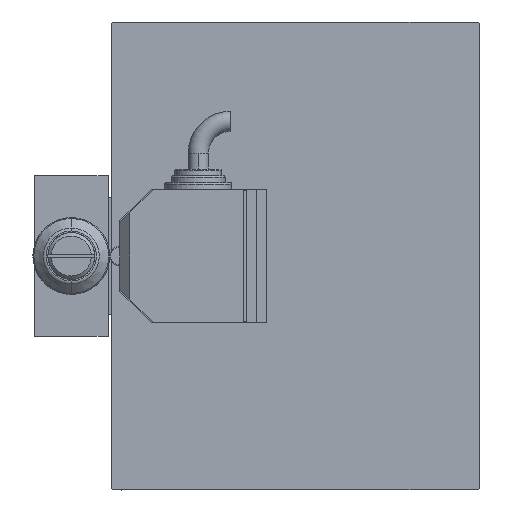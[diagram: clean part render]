
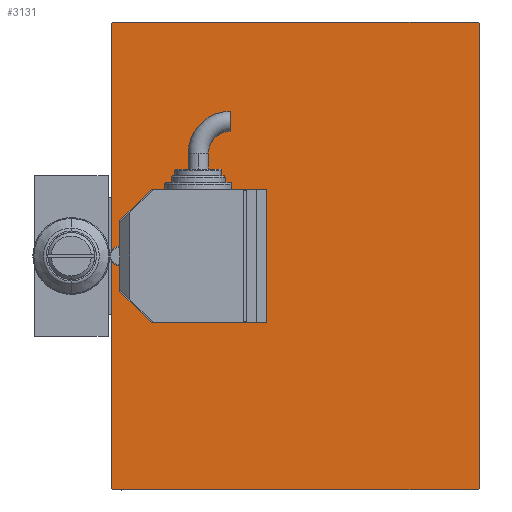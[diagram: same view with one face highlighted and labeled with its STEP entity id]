
A CAD part, left-side view. The second image highlights one B-rep face of the part: STEP entity #3131.
In plain terms, the highlighted face is planar.
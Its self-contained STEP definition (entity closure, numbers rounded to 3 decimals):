
#6 = DIRECTION ( 'NONE',  ( 0., 0., -1. ) ) ;
#1357 = EDGE_CURVE ( 'NONE', #45594, #6287, #29744, .T. ) ;
#1540 = VECTOR ( 'NONE', #16005, 1000. ) ;
#1713 = LINE ( 'NONE', #12568, #30090 ) ;
#2423 = CARTESIAN_POINT ( 'NONE',  ( 173., 0., 0. ) ) ;
#2673 = PLANE ( 'NONE',  #46787 ) ;
#3131 = ADVANCED_FACE ( 'NONE', ( #37267 ), #2673, .T. ) ;
#3536 = VERTEX_POINT ( 'NONE', #48777 ) ;
#3718 = LINE ( 'NONE', #37812, #9089 ) ;
#4357 = VECTOR ( 'NONE', #19077, 1000. ) ;
#4560 = EDGE_CURVE ( 'NONE', #8753, #3536, #19917, .T. ) ;
#5790 = ORIENTED_EDGE ( 'NONE', *, *, #4560, .T. ) ;
#5894 = ORIENTED_EDGE ( 'NONE', *, *, #43877, .T. ) ;
#6287 = VERTEX_POINT ( 'NONE', #11582 ) ;
#6470 = DIRECTION ( 'NONE',  ( 0., 0., -1. ) ) ;
#8091 = EDGE_CURVE ( 'NONE', #45954, #26876, #10685, .T. ) ;
#8188 = VECTOR ( 'NONE', #6, 1000. ) ;
#8753 = VERTEX_POINT ( 'NONE', #18453 ) ;
#9089 = VECTOR ( 'NONE', #34010, 1000. ) ;
#10192 = DIRECTION ( 'NONE',  ( 0., 1., 0. ) ) ;
#10685 = LINE ( 'NONE', #33151, #15519 ) ;
#11582 = CARTESIAN_POINT ( 'NONE',  ( 173., 55., 69.7 ) ) ;
#12182 = VERTEX_POINT ( 'NONE', #32103 ) ;
#12231 = LINE ( 'NONE', #39261, #4357 ) ;
#12568 = CARTESIAN_POINT ( 'NONE',  ( 173., -62.35, 62.35 ) ) ;
#13468 = VERTEX_POINT ( 'NONE', #47241 ) ;
#13661 = EDGE_CURVE ( 'NONE', #12182, #8753, #1713, .T. ) ;
#14456 = EDGE_CURVE ( 'NONE', #3536, #45954, #12231, .T. ) ;
#15210 = CARTESIAN_POINT ( 'NONE',  ( 173., 62.35, -62.35 ) ) ;
#15302 = CARTESIAN_POINT ( 'NONE',  ( 173., 54.7, -70. ) ) ;
#15519 = VECTOR ( 'NONE', #10192, 1000. ) ;
#15775 = LINE ( 'NONE', #35216, #1540 ) ;
#16005 = DIRECTION ( 'NONE',  ( 0., -1., 0. ) ) ;
#17431 = ORIENTED_EDGE ( 'NONE', *, *, #8091, .T. ) ;
#17845 = EDGE_CURVE ( 'NONE', #26876, #45594, #22559, .T. ) ;
#18124 = CARTESIAN_POINT ( 'NONE',  ( 173., -54.7, -70. ) ) ;
#18453 = CARTESIAN_POINT ( 'NONE',  ( 173., -55., 69.7 ) ) ;
#18882 = EDGE_LOOP ( 'NONE', ( #17431, #33555, #49333, #5894, #39678, #48547, #5790, #31098 ) ) ;
#19077 = DIRECTION ( 'NONE',  ( 0., 0.707, -0.707 ) ) ;
#19917 = LINE ( 'NONE', #38629, #8188 ) ;
#22559 = LINE ( 'NONE', #15210, #39920 ) ;
#23519 = EDGE_CURVE ( 'NONE', #13468, #12182, #15775, .T. ) ;
#24170 = VECTOR ( 'NONE', #30914, 1000. ) ;
#26876 = VERTEX_POINT ( 'NONE', #15302 ) ;
#29744 = LINE ( 'NONE', #41370, #24170 ) ;
#30090 = VECTOR ( 'NONE', #43635, 1000. ) ;
#30914 = DIRECTION ( 'NONE',  ( 0., 0., 1. ) ) ;
#31098 = ORIENTED_EDGE ( 'NONE', *, *, #14456, .T. ) ;
#32103 = CARTESIAN_POINT ( 'NONE',  ( 173., -54.7, 70. ) ) ;
#33151 = CARTESIAN_POINT ( 'NONE',  ( 173., -55., -70. ) ) ;
#33555 = ORIENTED_EDGE ( 'NONE', *, *, #17845, .T. ) ;
#34010 = DIRECTION ( 'NONE',  ( 0., -0.707, 0.707 ) ) ;
#35216 = CARTESIAN_POINT ( 'NONE',  ( 173., 55., 70. ) ) ;
#36882 = CARTESIAN_POINT ( 'NONE',  ( 173., 55., -69.7 ) ) ;
#37267 = FACE_OUTER_BOUND ( 'NONE', #18882, .T. ) ;
#37812 = CARTESIAN_POINT ( 'NONE',  ( 173., 62.35, 62.35 ) ) ;
#38629 = CARTESIAN_POINT ( 'NONE',  ( 173., -55., 70. ) ) ;
#39261 = CARTESIAN_POINT ( 'NONE',  ( 173., -62.35, -62.35 ) ) ;
#39678 = ORIENTED_EDGE ( 'NONE', *, *, #23519, .T. ) ;
#39920 = VECTOR ( 'NONE', #46035, 1000. ) ;
#41051 = DIRECTION ( 'NONE',  ( 1., 0., 0. ) ) ;
#41370 = CARTESIAN_POINT ( 'NONE',  ( 173., 55., -70. ) ) ;
#43635 = DIRECTION ( 'NONE',  ( 0., -0.707, -0.707 ) ) ;
#43877 = EDGE_CURVE ( 'NONE', #6287, #13468, #3718, .T. ) ;
#45594 = VERTEX_POINT ( 'NONE', #36882 ) ;
#45954 = VERTEX_POINT ( 'NONE', #18124 ) ;
#46035 = DIRECTION ( 'NONE',  ( 0., 0.707, 0.707 ) ) ;
#46787 = AXIS2_PLACEMENT_3D ( 'NONE', #2423, #41051, #6470 ) ;
#47241 = CARTESIAN_POINT ( 'NONE',  ( 173., 54.7, 70. ) ) ;
#48547 = ORIENTED_EDGE ( 'NONE', *, *, #13661, .T. ) ;
#48777 = CARTESIAN_POINT ( 'NONE',  ( 173., -55., -69.7 ) ) ;
#49333 = ORIENTED_EDGE ( 'NONE', *, *, #1357, .T. ) ;
